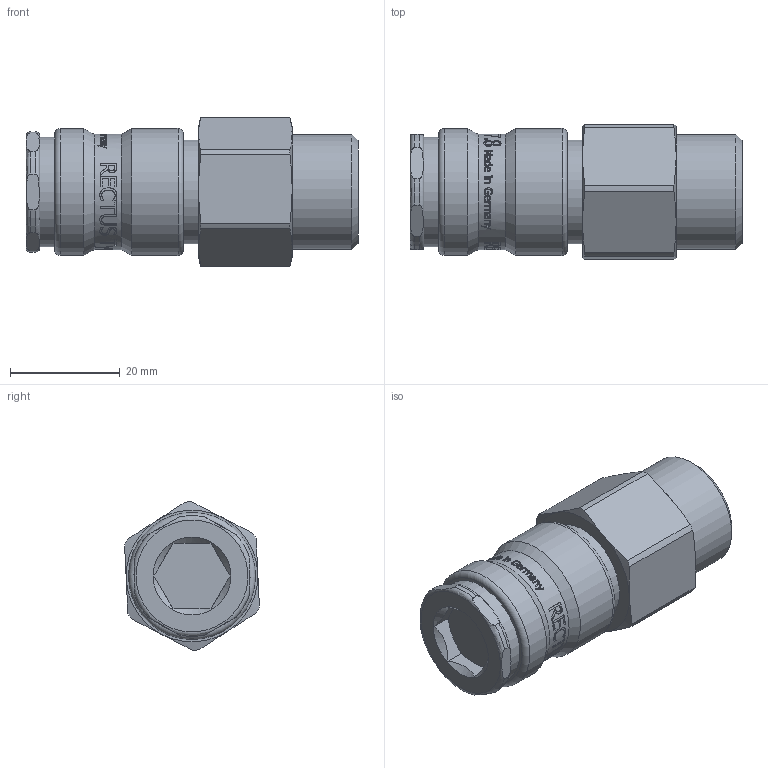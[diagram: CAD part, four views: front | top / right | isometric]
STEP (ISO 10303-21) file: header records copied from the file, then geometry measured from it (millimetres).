
FILE_DESCRIPTION((''),'2;1');
FILE_NAME('25kaaw21bpx6.stp','2016-04-27T08:33:39',('IA176480'),(''),'Autodesk Inventor 2013','Autodesk Inventor 2013','');
FILE_SCHEMA(('AUTOMOTIVE_DESIGN { 1 0 10303 214 1 1 1 1 }'));
Length unit declared in the file: millimetre
Products named in the file (1): D115080
Bounding box: 60.5 x 24.57 x 27.05 mm (x, y, z)
Volume: 22719.6 mm3; surface area: 8664.7 mm2
Topology: 2 solids, 2 shells, 556 faces, 1490 edges, 985 vertices
Faces by surface type: bspline 248, plane 221, cylinder 63, cone 19, torus 5
Full cylindrical faces by diameter (mm): 16.083 x1, 17.25 x1, 18.95 x1, 19.35 x1, 20 x1, 20.05 x1, 20.955 x1, 21 x1, 23.15 x2
Entity records: 80655 total; most frequent: CARTESIAN_POINT 68305, ORIENTED_EDGE 2930, DIRECTION 1519, EDGE_CURVE 1465, VERTEX_POINT 982, B_SPLINE_CURVE_WITH_KNOTS 691, EDGE_LOOP 627, VECTOR 575
